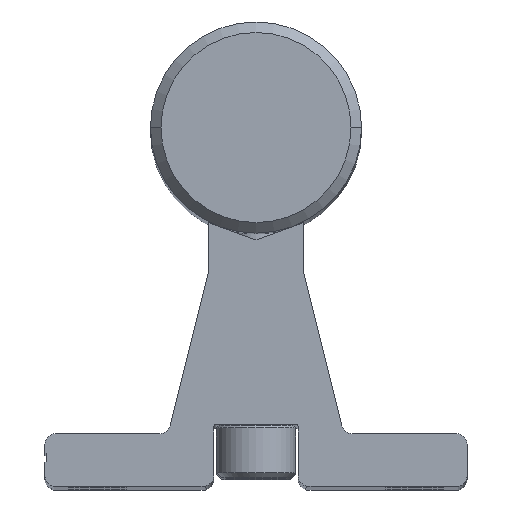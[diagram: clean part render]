
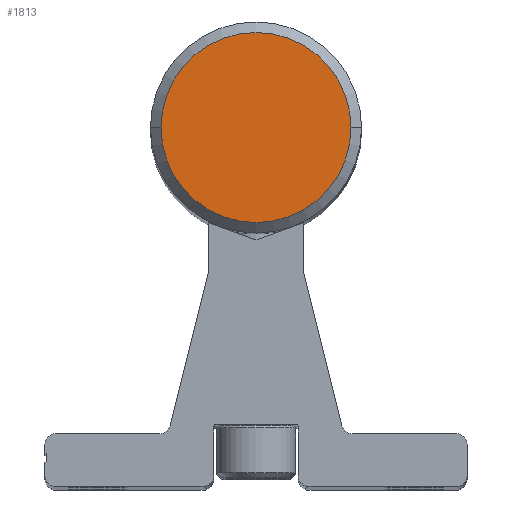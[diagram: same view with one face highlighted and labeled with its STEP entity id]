
A CAD part, top view. The second image highlights one B-rep face of the part: STEP entity #1813.
In plain terms, the highlighted planar face has unit normal (0, 0, 1).
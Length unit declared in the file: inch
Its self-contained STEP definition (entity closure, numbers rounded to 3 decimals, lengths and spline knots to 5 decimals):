
#415 = AXIS2_PLACEMENT_3D ( 'NONE', #1401, #2678, #2695 ) ;
#661 = DIRECTION ( 'NONE',  ( 0., 0., 1. ) ) ;
#736 = CIRCLE ( 'NONE', #3798, 0.5625 ) ;
#1019 = VERTEX_POINT ( 'NONE', #1235 ) ;
#1235 = CARTESIAN_POINT ( 'NONE',  ( 0.5625, 2.125, 0. ) ) ;
#1401 = CARTESIAN_POINT ( 'NONE',  ( 0., 2.125, 0. ) ) ;
#1492 = EDGE_CURVE ( 'NONE', #1019, #2222, #736, .T. ) ;
#1515 = EDGE_LOOP ( 'NONE', ( #3340, #1723 ) ) ;
#1723 = ORIENTED_EDGE ( 'NONE', *, *, #1492, .T. ) ;
#1813 = ADVANCED_FACE ( 'NONE', ( #2048 ), #3403, .T. ) ;
#1889 = DIRECTION ( 'NONE',  ( 1., 0., 0. ) ) ;
#2002 = AXIS2_PLACEMENT_3D ( 'NONE', #3979, #2421, #3379 ) ;
#2048 = FACE_OUTER_BOUND ( 'NONE', #1515, .T. ) ;
#2222 = VERTEX_POINT ( 'NONE', #3959 ) ;
#2421 = DIRECTION ( 'NONE',  ( 0., 0., 1. ) ) ;
#2430 = EDGE_CURVE ( 'NONE', #2222, #1019, #3269, .T. ) ;
#2678 = DIRECTION ( 'NONE',  ( 0., 0., 1. ) ) ;
#2695 = DIRECTION ( 'NONE',  ( 1., 0., 0. ) ) ;
#3269 = CIRCLE ( 'NONE', #2002, 0.5625 ) ;
#3340 = ORIENTED_EDGE ( 'NONE', *, *, #2430, .T. ) ;
#3379 = DIRECTION ( 'NONE',  ( 1., 0., 0. ) ) ;
#3403 = PLANE ( 'NONE',  #415 ) ;
#3798 = AXIS2_PLACEMENT_3D ( 'NONE', #4075, #661, #1889 ) ;
#3959 = CARTESIAN_POINT ( 'NONE',  ( -0.5625, 2.125, 0. ) ) ;
#3979 = CARTESIAN_POINT ( 'NONE',  ( 0., 2.125, 0. ) ) ;
#4075 = CARTESIAN_POINT ( 'NONE',  ( 0., 2.125, 0. ) ) ;
